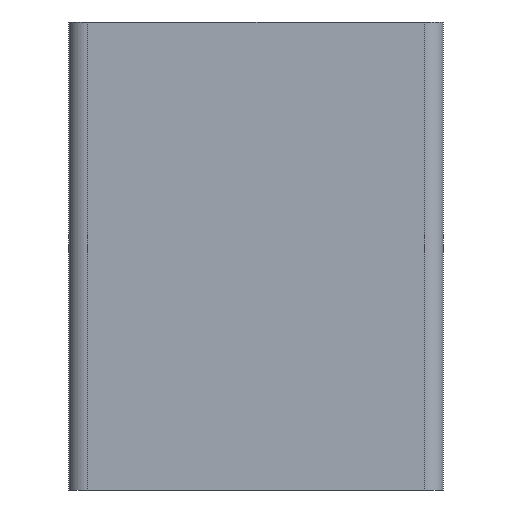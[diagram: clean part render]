
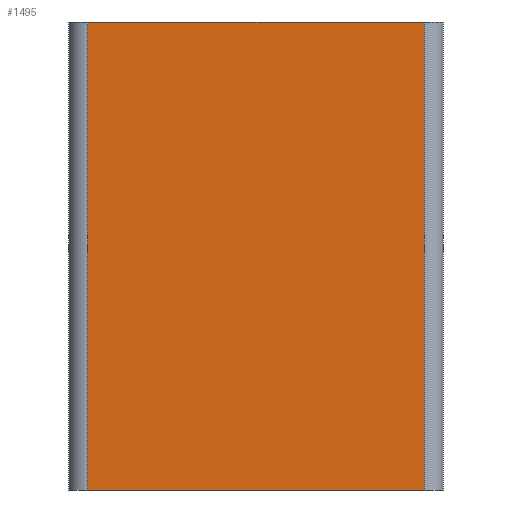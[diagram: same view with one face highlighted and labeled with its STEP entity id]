
A CAD part, front view. The second image highlights one B-rep face of the part: STEP entity #1495.
In plain terms, the highlighted planar face has unit normal (0, -1, 0).
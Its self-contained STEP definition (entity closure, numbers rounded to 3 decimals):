
#49=PLANE('',#1637);
#121=FACE_OUTER_BOUND('',#197,.T.);
#197=EDGE_LOOP('',(#1213,#1214,#1215,#1216));
#341=LINE('',#2502,#491);
#342=LINE('',#2505,#492);
#343=LINE('',#2507,#493);
#344=LINE('',#2508,#494);
#491=VECTOR('',#2051,100.);
#492=VECTOR('',#2054,72.);
#493=VECTOR('',#2055,72.);
#494=VECTOR('',#2056,100.);
#711=VERTEX_POINT('',#2498);
#712=VERTEX_POINT('',#2500);
#713=VERTEX_POINT('',#2504);
#714=VERTEX_POINT('',#2506);
#925=EDGE_CURVE('',#711,#712,#341,.T.);
#926=EDGE_CURVE('',#713,#711,#342,.T.);
#927=EDGE_CURVE('',#714,#712,#343,.T.);
#928=EDGE_CURVE('',#713,#714,#344,.T.);
#1213=ORIENTED_EDGE('',*,*,#926,.T.);
#1214=ORIENTED_EDGE('',*,*,#925,.T.);
#1215=ORIENTED_EDGE('',*,*,#927,.F.);
#1216=ORIENTED_EDGE('',*,*,#928,.F.);
#1495=ADVANCED_FACE('',(#121),#49,.T.);
#1637=AXIS2_PLACEMENT_3D('',#2503,#2052,#2053);
#2051=DIRECTION('',(0.,0.,1.));
#2052=DIRECTION('center_axis',(0.,-1.,0.));
#2053=DIRECTION('ref_axis',(1.,0.,0.));
#2054=DIRECTION('',(1.,0.,0.));
#2055=DIRECTION('',(1.,0.,0.));
#2056=DIRECTION('',(0.,0.,1.));
#2498=CARTESIAN_POINT('',(36.,0.,0.));
#2500=CARTESIAN_POINT('',(36.,0.,100.));
#2502=CARTESIAN_POINT('',(36.,0.,0.));
#2503=CARTESIAN_POINT('Origin',(-36.,0.,
0.));
#2504=CARTESIAN_POINT('',(-36.,0.,0.));
#2505=CARTESIAN_POINT('',(-36.,0.,0.));
#2506=CARTESIAN_POINT('',(-36.,0.,100.));
#2507=CARTESIAN_POINT('',(-36.,0.,100.));
#2508=CARTESIAN_POINT('',(-36.,0.,0.));
